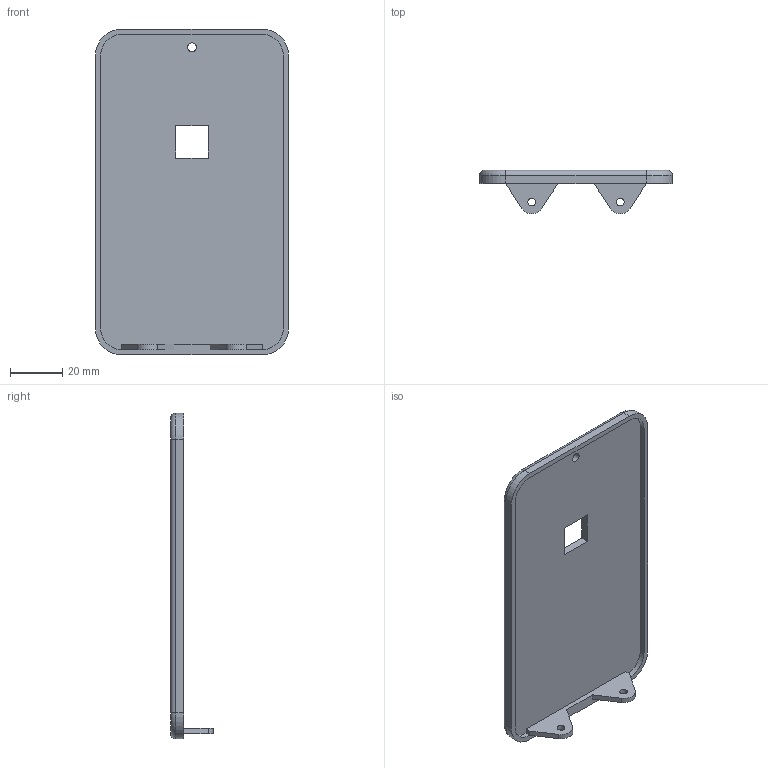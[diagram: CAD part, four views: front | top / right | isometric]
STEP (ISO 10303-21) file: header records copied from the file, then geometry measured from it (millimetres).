
FILE_DESCRIPTION(/* description */ (''),/* implementation_level */ '2;1');
FILE_NAME(/* name */ 'cover.stp',/* time_stamp */ '2023-01-09T19:07:16-05:00',/* author */ ('Jared'),/* organization */ (''),/* preprocessor_version */ 'ST-DEVELOPER v19',/* originating_system */ 'Autodesk Inventor 2023',/* authorisation */ '');
FILE_SCHEMA (('AUTOMOTIVE_DESIGN { 1 0 10303 214 3 1 1 }'));
Length unit declared in the file: millimetre
Products named in the file (1): Cover
Bounding box: 74 x 16.5 x 125 mm (x, y, z)
Volume: 28920.4 mm3; surface area: 21118.5 mm2
Topology: 1 solids, 1 shells, 45 faces, 114 edges, 72 vertices
Faces by surface type: plane 23, cylinder 17, torus 5
Full cylindrical faces by diameter (mm): 3 x2, 3.5 x1
Entity records: 1412 total; most frequent: DIRECTION 247, CARTESIAN_POINT 232, ORIENTED_EDGE 228, EDGE_CURVE 114, AXIS2_PLACEMENT_3D 87, LINE 73, VECTOR 73, VERTEX_POINT 72
